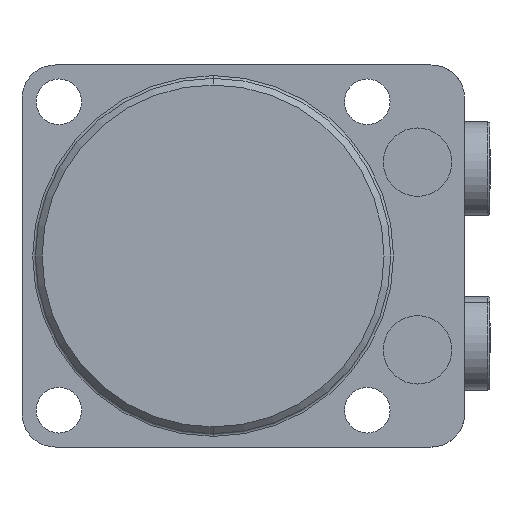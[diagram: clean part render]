
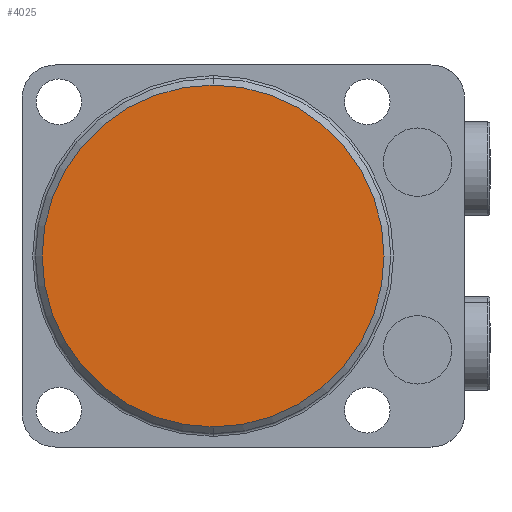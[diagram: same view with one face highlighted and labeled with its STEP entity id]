
A CAD part, front view. The second image highlights one B-rep face of the part: STEP entity #4025.
In plain terms, the highlighted planar face has unit normal (0, -1, 0).
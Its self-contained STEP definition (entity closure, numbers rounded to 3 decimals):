
#890 = EDGE_LOOP ( 'NONE', ( #3351, #3352 ) ) ;
#1301 = DIRECTION ( 'NONE',  ( 0., 0., 1. ) ) ;
#1302 = DIRECTION ( 'NONE',  ( 0., 1., 0. ) ) ;
#1306 = PLANE ( 'NONE',  #4399 ) ;
#1308 = CARTESIAN_POINT ( 'NONE',  ( -28.5, 0., 28.5 ) ) ;
#1728 = CIRCLE ( 'NONE', #4194, 25.5 ) ;
#2028 = DIRECTION ( 'NONE',  ( 0., 0., 1. ) ) ;
#2029 = CARTESIAN_POINT ( 'NONE',  ( 0., 0., 0. ) ) ;
#2031 = DIRECTION ( 'NONE',  ( 0., -1., 0. ) ) ;
#2317 = DIRECTION ( 'NONE',  ( 0., 0., 1. ) ) ;
#2318 = DIRECTION ( 'NONE',  ( 0., -1., 0. ) ) ;
#2319 = CARTESIAN_POINT ( 'NONE',  ( 0., 0., 0. ) ) ;
#2496 = CIRCLE ( 'NONE', #4220, 25.5 ) ;
#2829 = FACE_OUTER_BOUND ( 'NONE', #890, .T. ) ;
#2991 = VERTEX_POINT ( 'NONE', #3864 ) ;
#3012 = VERTEX_POINT ( 'NONE', #3843 ) ;
#3351 = ORIENTED_EDGE ( 'NONE', *, *, #4689, .T. ) ;
#3352 = ORIENTED_EDGE ( 'NONE', *, *, #4624, .T. ) ;
#3843 = CARTESIAN_POINT ( 'NONE',  ( 0., 0., -25.5 ) ) ;
#3864 = CARTESIAN_POINT ( 'NONE',  ( 0., 0., 25.5 ) ) ;
#4025 = ADVANCED_FACE ( 'NONE', ( #2829 ), #1306, .F. ) ;
#4194 = AXIS2_PLACEMENT_3D ( 'NONE', #2319, #2318, #2317 ) ;
#4220 = AXIS2_PLACEMENT_3D ( 'NONE', #2029, #2031, #2028 ) ;
#4399 = AXIS2_PLACEMENT_3D ( 'NONE', #1308, #1302, #1301 ) ;
#4624 = EDGE_CURVE ( 'NONE', #3012, #2991, #2496, .T. ) ;
#4689 = EDGE_CURVE ( 'NONE', #2991, #3012, #1728, .T. ) ;
